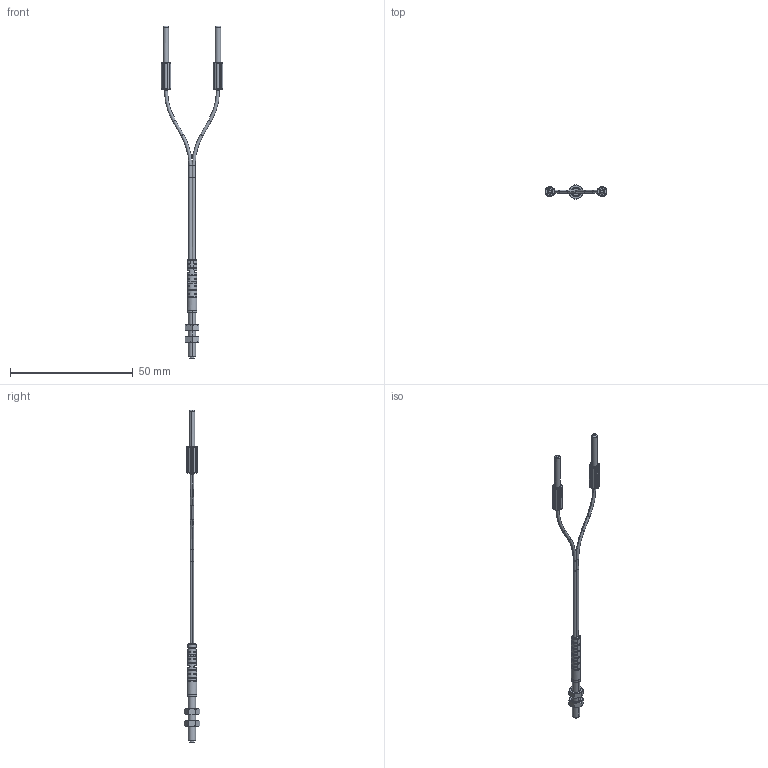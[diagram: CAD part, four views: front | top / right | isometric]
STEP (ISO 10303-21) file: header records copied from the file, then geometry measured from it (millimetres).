
FILE_DESCRIPTION((''),'2;1');
FILE_NAME('CAD2441_SW0001','2016-09-14T',('cmozuch'),(''),'PRO/ENGINEER BY PARAMETRIC TECHNOLOGY CORPORATION, 2015440','PRO/ENGINEER BY PARAMETRIC TECHNOLOGY CORPORATION, 2015440','');
FILE_SCHEMA(('CONFIG_CONTROL_DESIGN'));
Length unit declared in the file: millimetre
Products named in the file (1): CAD2441_SW0001
Bounding box: 25.26 x 6.24 x 135.42 mm (x, y, z)
Volume: 1009.8 mm3; surface area: 1809.9 mm2
Topology: 1 solids, 1 shells, 454 faces, 1150 edges, 717 vertices
Faces by surface type: cylinder 186, bspline 118, plane 82, torus 36, cone 32
Entity records: 29230 total; most frequent: CARTESIAN_POINT 16315, ORIENTED_EDGE 2300, DIRECTION 1602, EDGE_CURVE 1150, VERTEX_POINT 717, AXIS2_PLACEMENT_3D 654, B_SPLINE_CURVE_WITH_KNOTS 538, EDGE_LOOP 473
